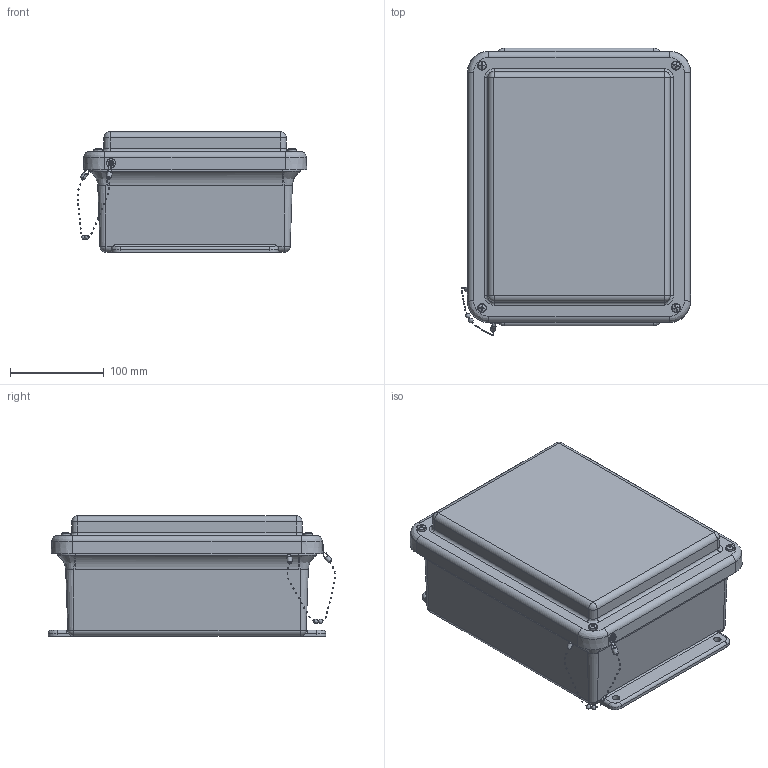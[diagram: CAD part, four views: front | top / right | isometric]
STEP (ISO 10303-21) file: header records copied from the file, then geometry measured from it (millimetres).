
FILE_DESCRIPTION (( 'STEP AP214' ), '1' );
FILE_NAME ('M1008WA.STEP', '2018-11-07T16:29:35', ( '' ), ( '' ), 'SwSTEP 2.0', 'SolidWorks 2018', '' );
FILE_SCHEMA (( 'AUTOMOTIVE_DESIGN' ));
Length unit declared in the file: inch
Products named in the file (1): M1008WA
Bounding box: 244.33 x 305.99 x 128.23 mm (x, y, z)
Volume: 1010622.5 mm3; surface area: 533259.9 mm2
Topology: 45 solids, 45 shells, 937 faces, 2192 edges, 1362 vertices
Faces by surface type: cylinder 303, cone 221, bspline 204, plane 197, torus 12
Full cylindrical faces by diameter (mm): 3.175 x2, 3.2 x1, 3.556 x5, 3.683 x4, 3.861 x5, 3.962 x7, 3.967 x80, 4.762 x1, 4.763 x1, 4.826 x80, 5.537 x4, 6.35 x2, 6.858 x8, 7.188 x1
Entity records: 42964 total; most frequent: CARTESIAN_POINT 13527, DIRECTION 3316, ORIENTED_EDGE 3190, EDGE_CURVE 1595, AXIS2_PLACEMENT_3D 1438, EDGE_LOOP 1414, VERTEX_POINT 1179, FACE_OUTER_BOUND 1116
